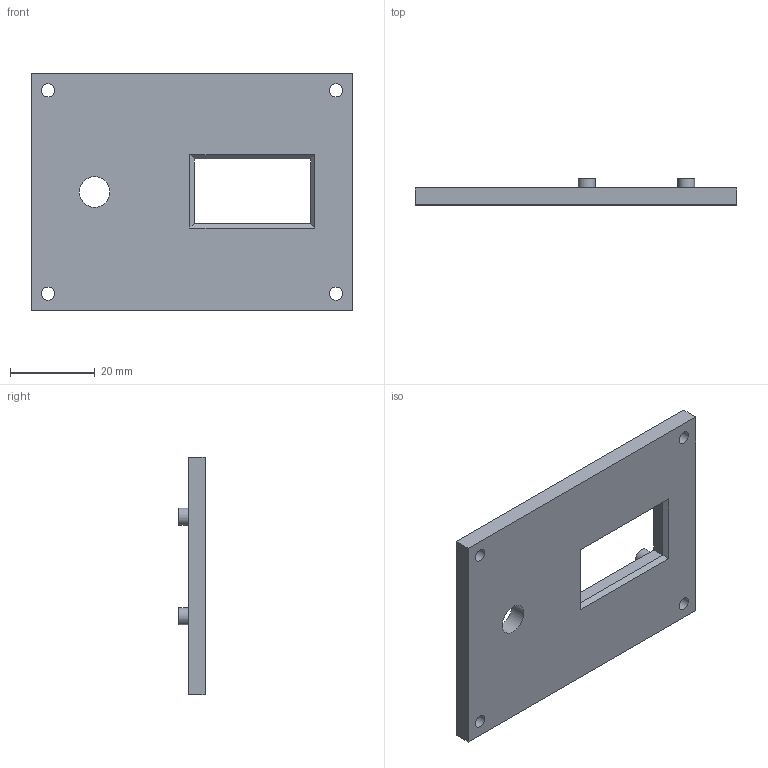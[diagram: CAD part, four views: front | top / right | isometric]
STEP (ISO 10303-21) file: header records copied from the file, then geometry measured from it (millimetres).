
FILE_DESCRIPTION(/* description */ ('STEP AP242','CAx-IF Rec.Pracs.---Representation and Presentation of Product Manufacturing Information (PMI)---4.0---2014-10-13','CAx-IF Rec.Pracs.---3D Tessellated Geometry---0.4---2014-09-14','2;1'),/* implementation_level */ '2;1');
FILE_NAME(/* name */ '63c4bb8234c0982d25632280',/* time_stamp */ '2023-01-16T02:50:43+00:00',/* author */ (''),/* organization */ (''),/* preprocessor_version */ 'ST-DEVELOPER v18.102',/* originating_system */ ' ',/* authorisation */ ' ');
FILE_SCHEMA (('AP242_MANAGED_MODEL_BASED_3D_ENGINEERING_MIM_LF { 1 0 10303 442 1 1 4 }'));
Length unit declared in the file: metre
Products named in the file (1): face_plate
Bounding box: 76 x 6.2 x 56 mm (x, y, z)
Volume: 15039.8 mm3; surface area: 9392.7 mm2
Topology: 1 solids, 1 shells, 40 faces, 90 edges, 59 vertices
Faces by surface type: plane 27, cylinder 13
Full cylindrical faces by diameter (mm): 2.1 x4, 3.1 x4, 4 x4, 7.2 x1
Entity records: 1052 total; most frequent: DIRECTION 180, CARTESIAN_POINT 167, ORIENTED_EDGE 144, EDGE_CURVE 72, EDGE_LOOP 72, FACE_BOUND 72, AXIS2_PLACEMENT_3D 67, VERTEX_POINT 54
